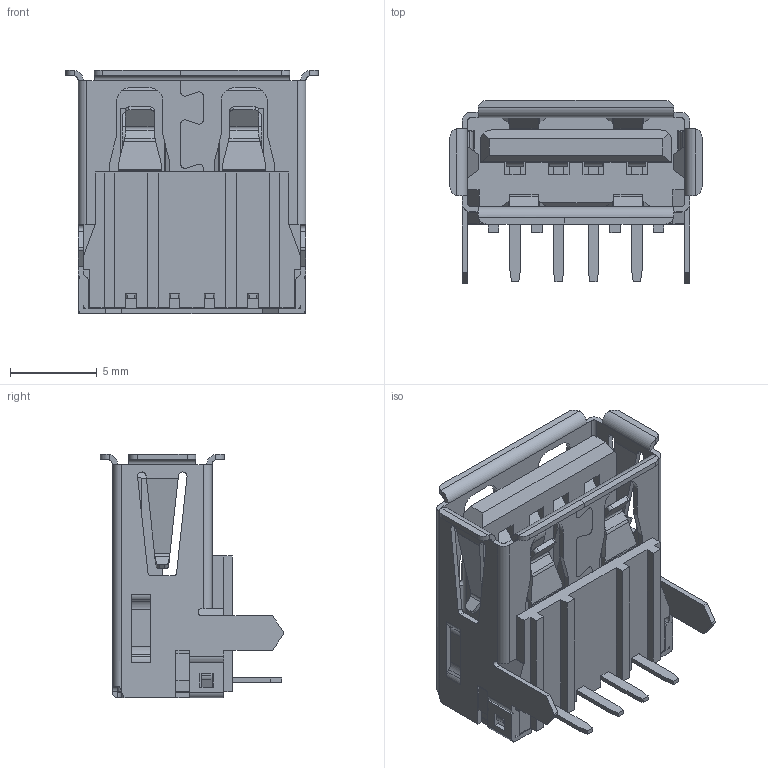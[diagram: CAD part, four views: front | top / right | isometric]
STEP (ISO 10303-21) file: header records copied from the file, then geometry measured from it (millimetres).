
FILE_DESCRIPTION (( 'STEP AP214' ), '1' );
FILE_NAME ('690A104-621-020.STEP', '2021-01-13T20:59:56', ( '' ), ( '' ), 'SwSTEP 2.0', 'SolidWorks 2020', '' );
FILE_SCHEMA (( 'AUTOMOTIVE_DESIGN' ));
Length unit declared in the file: millimetre
Products named in the file (4): Contact 690A104-621-020; Shell 690A104-621-020; Insulator 690A104-621-020; 690A104-621-020
Assembly tree (6 placements, depth 2):
  690A104-621-020
    Insulator 690A104-621-020
    Shell 690A104-621-020
    Contact 690A104-621-020  x4
Bounding box: 14.5 x 10.54 x 14 mm (x, y, z)
Volume: 575.2 mm3; surface area: 2120.2 mm2
Topology: 6 solids, 6 shells, 815 faces, 2358 edges, 1534 vertices
Faces by surface type: plane 630, cylinder 171, bspline 14
Entity records: 21598 total; most frequent: CARTESIAN_POINT 4431, ORIENTED_EDGE 3726, DIRECTION 3321, EDGE_CURVE 1863, VECTOR 1515, LINE 1515, VERTEX_POINT 1204, AXIS2_PLACEMENT_3D 903
